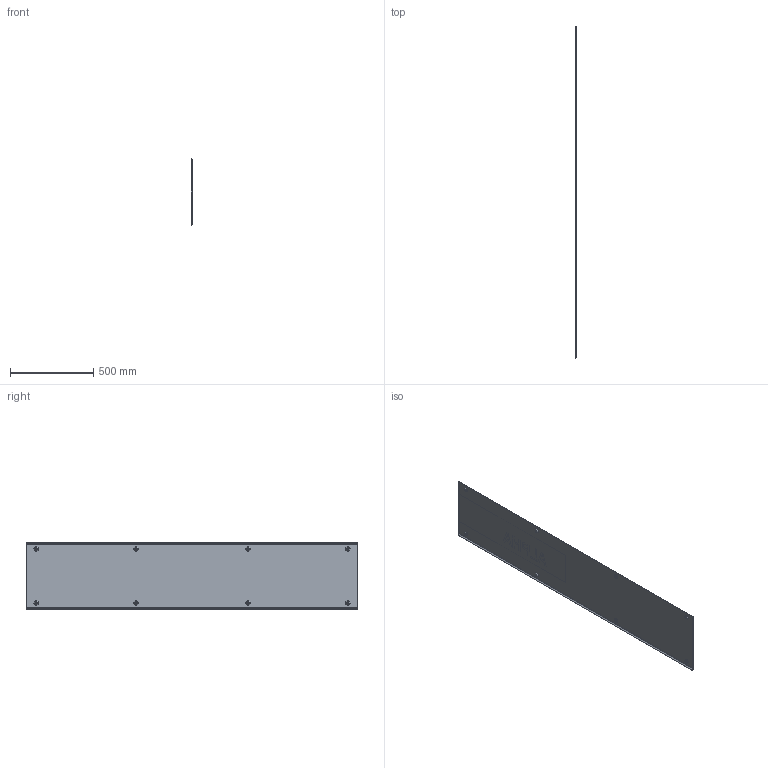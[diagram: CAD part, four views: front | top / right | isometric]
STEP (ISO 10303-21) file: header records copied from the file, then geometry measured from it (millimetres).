
FILE_DESCRIPTION(('STEP AP214'),'1');
FILE_NAME('cctmp_0D8713B2-CDDF-4A4D-A4F0-9A1528A7E0BF_2024_11_27_11_31_04_0287..stp','2024-11-27T10:31:04',('SIEMENS A&D'),('CADClick - www.CADClick.com'),'Spatial InterOp 3D',' ','unknown authorization');
FILE_SCHEMA(('AUTOMOTIVE_DESIGN'));
Length unit declared in the file: millimetre
Products named in the file (1): 2024_11_27_11_31_04_0267
Bounding box: 9.68 x 1997 x 399.04 mm (x, y, z)
Volume: 1237914.8 mm3; surface area: 1637449.9 mm2
Topology: 1 solids, 1 shells, 158 faces, 394 edges, 262 vertices
Faces by surface type: plane 99, cone 32, cylinder 27
Entity records: 6044 total; most frequent: DIRECTION 834, CARTESIAN_POINT 815, ORIENTED_EDGE 788, EDGE_CURVE 394, AXIS2_PLACEMENT_3D 281, LINE 272, VECTOR 272, VERTEX_POINT 262
